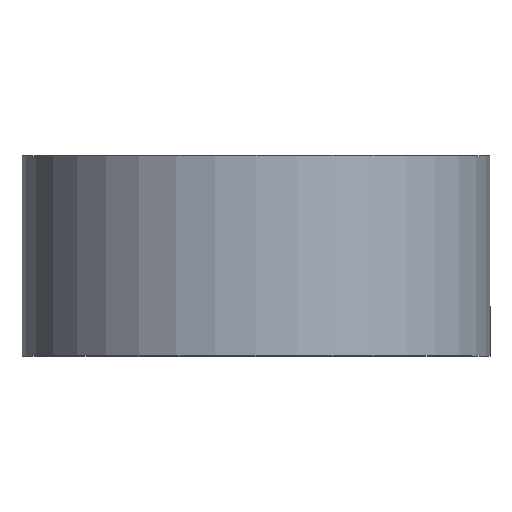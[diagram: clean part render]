
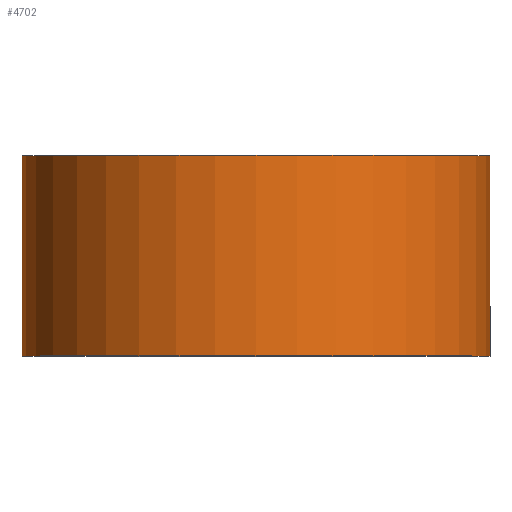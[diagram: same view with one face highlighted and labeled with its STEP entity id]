
A CAD part, top view. The second image highlights one B-rep face of the part: STEP entity #4702.
In plain terms, the highlighted cylindrical face has radius 6.25 mm (diameter 12.5 mm), a full revolution.
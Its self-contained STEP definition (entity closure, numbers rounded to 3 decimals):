
#21 = EDGE_CURVE('',#22,#22,#24,.T.);
#22 = VERTEX_POINT('',#23);
#23 = CARTESIAN_POINT('',(0.,-2.491,-6.25));
#24 = SURFACE_CURVE('',#25,(#30,#42),.PCURVE_S1.);
#25 = CIRCLE('',#26,6.25);
#26 = AXIS2_PLACEMENT_3D('',#27,#28,#29);
#27 = CARTESIAN_POINT('',(0.,-2.491,0.));
#28 = DIRECTION('',(0.,-1.,0.));
#29 = DIRECTION('',(0.,0.,-1.));
#30 = PCURVE('',#31,#36);
#31 = CONICAL_SURFACE('',#32,6.25,0.727);
#32 = AXIS2_PLACEMENT_3D('',#33,#34,#35);
#33 = CARTESIAN_POINT('',(0.,-2.491,0.));
#34 = DIRECTION('',(0.,-1.,0.));
#35 = DIRECTION('',(0.,0.,-1.));
#36 = DEFINITIONAL_REPRESENTATION('',(#37),#41);
#37 = LINE('',#38,#39);
#38 = CARTESIAN_POINT('',(0.,-0.));
#39 = VECTOR('',#40,1.);
#40 = DIRECTION('',(1.,-0.));
#41 = ( GEOMETRIC_REPRESENTATION_CONTEXT(2) 
PARAMETRIC_REPRESENTATION_CONTEXT() REPRESENTATION_CONTEXT('2D SPACE',''
  ) );
#42 = PCURVE('',#43,#48);
#43 = CYLINDRICAL_SURFACE('',#44,6.25);
#44 = AXIS2_PLACEMENT_3D('',#45,#46,#47);
#45 = CARTESIAN_POINT('',(0.,-2.491,0.));
#46 = DIRECTION('',(0.,1.,0.));
#47 = DIRECTION('',(0.,0.,-1.));
#48 = DEFINITIONAL_REPRESENTATION('',(#49),#53);
#49 = LINE('',#50,#51);
#50 = CARTESIAN_POINT('',(-0.,0.));
#51 = VECTOR('',#52,1.);
#52 = DIRECTION('',(-1.,0.));
#53 = ( GEOMETRIC_REPRESENTATION_CONTEXT(2) 
PARAMETRIC_REPRESENTATION_CONTEXT() REPRESENTATION_CONTEXT('2D SPACE',''
  ) );
#4702 = ADVANCED_FACE('',(#4703),#43,.T.);
#4703 = FACE_BOUND('',#4704,.F.);
#4704 = EDGE_LOOP('',(#4705,#4706,#4729,#4756));
#4705 = ORIENTED_EDGE('',*,*,#21,.T.);
#4706 = ORIENTED_EDGE('',*,*,#4707,.T.);
#4707 = EDGE_CURVE('',#22,#4708,#4710,.T.);
#4708 = VERTEX_POINT('',#4709);
#4709 = CARTESIAN_POINT('',(0.,2.859,-6.25));
#4710 = SEAM_CURVE('',#4711,(#4715,#4722),.PCURVE_S1.);
#4711 = LINE('',#4712,#4713);
#4712 = CARTESIAN_POINT('',(0.,-2.491,-6.25));
#4713 = VECTOR('',#4714,1.);
#4714 = DIRECTION('',(0.,1.,0.));
#4715 = PCURVE('',#43,#4716);
#4716 = DEFINITIONAL_REPRESENTATION('',(#4717),#4721);
#4717 = LINE('',#4718,#4719);
#4718 = CARTESIAN_POINT('',(-0.,0.));
#4719 = VECTOR('',#4720,1.);
#4720 = DIRECTION('',(-0.,1.));
#4721 = ( GEOMETRIC_REPRESENTATION_CONTEXT(2) 
PARAMETRIC_REPRESENTATION_CONTEXT() REPRESENTATION_CONTEXT('2D SPACE',''
  ) );
#4722 = PCURVE('',#43,#4723);
#4723 = DEFINITIONAL_REPRESENTATION('',(#4724),#4728);
#4724 = LINE('',#4725,#4726);
#4725 = CARTESIAN_POINT('',(-6.283,0.));
#4726 = VECTOR('',#4727,1.);
#4727 = DIRECTION('',(-0.,1.));
#4728 = ( GEOMETRIC_REPRESENTATION_CONTEXT(2) 
PARAMETRIC_REPRESENTATION_CONTEXT() REPRESENTATION_CONTEXT('2D SPACE',''
  ) );
#4729 = ORIENTED_EDGE('',*,*,#4730,.F.);
#4730 = EDGE_CURVE('',#4708,#4708,#4731,.T.);
#4731 = SURFACE_CURVE('',#4732,(#4737,#4744),.PCURVE_S1.);
#4732 = CIRCLE('',#4733,6.25);
#4733 = AXIS2_PLACEMENT_3D('',#4734,#4735,#4736);
#4734 = CARTESIAN_POINT('',(0.,2.859,0.));
#4735 = DIRECTION('',(0.,-1.,0.));
#4736 = DIRECTION('',(0.,0.,-1.));
#4737 = PCURVE('',#43,#4738);
#4738 = DEFINITIONAL_REPRESENTATION('',(#4739),#4743);
#4739 = LINE('',#4740,#4741);
#4740 = CARTESIAN_POINT('',(-0.,5.35));
#4741 = VECTOR('',#4742,1.);
#4742 = DIRECTION('',(-1.,0.));
#4743 = ( GEOMETRIC_REPRESENTATION_CONTEXT(2) 
PARAMETRIC_REPRESENTATION_CONTEXT() REPRESENTATION_CONTEXT('2D SPACE',''
  ) );
#4744 = PCURVE('',#4745,#4750);
#4745 = PLANE('',#4746);
#4746 = AXIS2_PLACEMENT_3D('',#4747,#4748,#4749);
#4747 = CARTESIAN_POINT('',(0.,2.859,0.));
#4748 = DIRECTION('',(0.,-1.,0.));
#4749 = DIRECTION('',(0.,0.,-1.));
#4750 = DEFINITIONAL_REPRESENTATION('',(#4751),#4755);
#4751 = CIRCLE('',#4752,6.25);
#4752 = AXIS2_PLACEMENT_2D('',#4753,#4754);
#4753 = CARTESIAN_POINT('',(0.,0.));
#4754 = DIRECTION('',(1.,0.));
#4755 = ( GEOMETRIC_REPRESENTATION_CONTEXT(2) 
PARAMETRIC_REPRESENTATION_CONTEXT() REPRESENTATION_CONTEXT('2D SPACE',''
  ) );
#4756 = ORIENTED_EDGE('',*,*,#4707,.F.);
